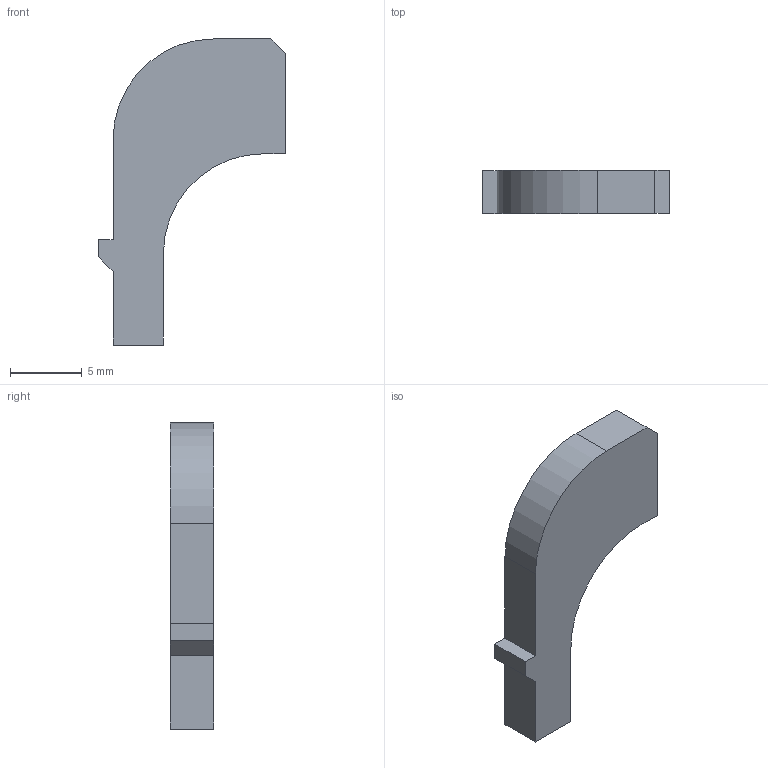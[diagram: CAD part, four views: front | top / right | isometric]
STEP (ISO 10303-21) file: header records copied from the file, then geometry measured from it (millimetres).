
FILE_DESCRIPTION(/* description */ (''),/* implementation_level */ '2;1');
FILE_NAME(/* name */ 'PMMA_Lightpipe_v2.step',/* time_stamp */ '2022-12-06T13:26:15+01:00',/* author */ (''),/* organization */ (''),/* preprocessor_version */ 'ST-DEVELOPER v18.1',/* originating_system */ 'Autodesk Translation Framework v10.13.0.1454',/* authorisation */ '');
FILE_SCHEMA (('AUTOMOTIVE_DESIGN { 1 0 10303 214 3 1 1 }'));
Length unit declared in the file: millimetre
Products named in the file (1): CNC_milled_cover_Assembly_PMMA_Lightpipe
Bounding box: 13 x 3 x 21.33 mm (x, y, z)
Volume: 431.6 mm3; surface area: 472.2 mm2
Topology: 1 solids, 1 shells, 15 faces, 39 edges, 26 vertices
Faces by surface type: plane 13, cylinder 2
Entity records: 497 total; most frequent: CARTESIAN_POINT 81, ORIENTED_EDGE 78, DIRECTION 75, EDGE_CURVE 39, LINE 35, VECTOR 35, VERTEX_POINT 26, AXIS2_PLACEMENT_3D 20
